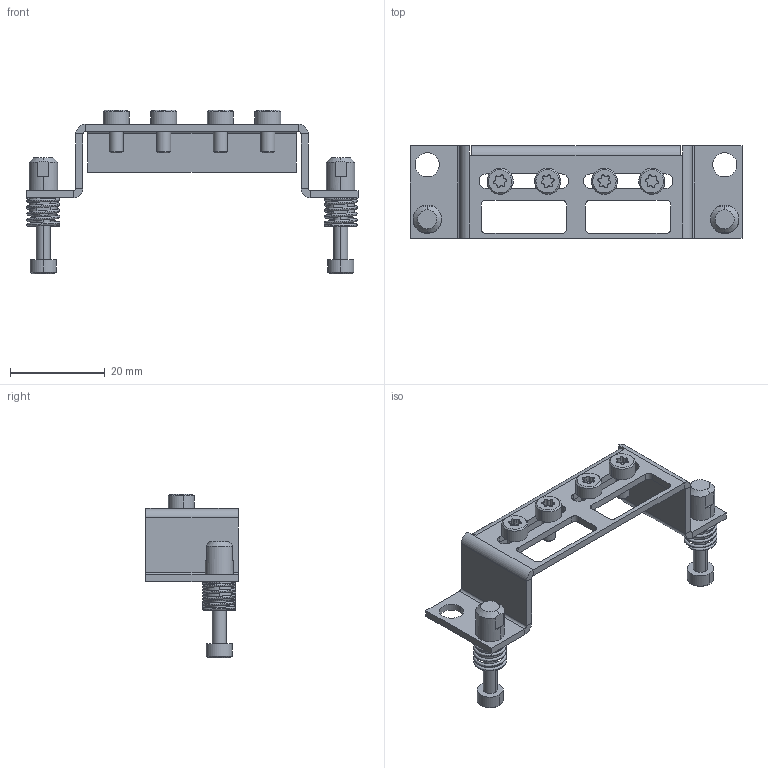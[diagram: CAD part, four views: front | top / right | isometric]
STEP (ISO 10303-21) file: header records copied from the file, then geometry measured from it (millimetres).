
FILE_DESCRIPTION (( 'STEP AP214' ), '1' );
FILE_NAME ('55148~2.STEP', '2019-06-05T13:32:23', ( '' ), ( '' ), 'SwSTEP 2.0', 'SolidWorks 2018', '' );
FILE_SCHEMA (( 'AUTOMOTIVE_DESIGN' ));
Length unit declared in the file: millimetre
Products named in the file (9): DIN912~n_M03,0x020; 60850~1_S; 60852~0_S; DIN912~n_M03,0x006 VA; 60853~0_S; 55148~2; 33841~0_L=6mm<S>; 60851~2_S; 33841-3~0_S
Assembly tree (12 placements, depth 4):
  55148~2
    60850~1_S
    60853~0_S  x2
      60852~0_S
      60851~2_S
      33841~0_L=6mm<S>
        33841-3~0_S
      DIN912~n_M03,0x020
    DIN912~n_M03,0x006 VA  x4
Bounding box: 70 x 19.5 x 34.5 mm (x, y, z)
Volume: 4090.4 mm3; surface area: 7028.6 mm2
Topology: 13 solids, 13 shells, 350 faces, 828 edges, 520 vertices
Faces by surface type: cylinder 188, plane 110, cone 48, bspline 4
Entity records: 9062 total; most frequent: CARTESIAN_POINT 4070, DIRECTION 1039, ORIENTED_EDGE 888, EDGE_CURVE 444, AXIS2_PLACEMENT_3D 404, VERTEX_POINT 276, LINE 231, VECTOR 231
